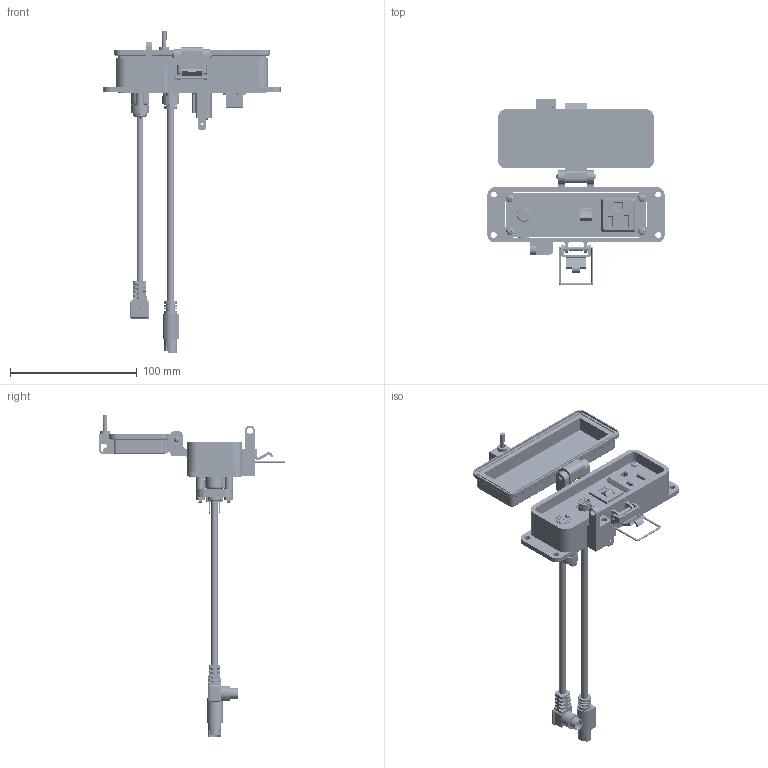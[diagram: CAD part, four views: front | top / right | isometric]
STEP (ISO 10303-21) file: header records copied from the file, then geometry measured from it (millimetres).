
FILE_DESCRIPTION (( 'STEP AP203' ), '1' );
FILE_NAME ('P-A2R8-H3R3_3D.STEP', '2020-04-16T20:51:23', ( '' ), ( '' ), 'SwSTEP 2.0', 'SolidWorks 2019', '' );
FILE_SCHEMA (( 'CONFIG_CONTROL_DESIGN' ));
Length unit declared in the file: millimetre
Products named in the file (20): Z-CB-SM; P-A2R8-H3R3_BP180_1; Z-020-3050; Z-002-4401_4HN_90675A005; Z-H-H3_B; Z-200-OTLT-R0SQ; P-A2R8-H3R3_TP240_1; CBX; P-A2R8-H3R3_3D; R; Z-001-SPR_5_8; Z-000-44011_8FH_91771A116; 92005A124_METRIC PAN HEAD PHILLIPS MACHINE SCREW_92005A124; P-A2R8-H3R3_FP060_1; Z-000-440112FH_90273A119; Z-001-SPR_7_8; Z-020-1013; -H3; A2; R8
Assembly tree (30 placements, depth 3):
  P-A2R8-H3R3_3D
    P-A2R8-H3R3_BP180_1
    A2
      Z-020-1013
    R8
      Z-020-3050
    P-A2R8-H3R3_TP240_1  x2
    Z-000-44011_8FH_91771A116  x2
    Z-001-SPR_5_8  x2
    Z-002-4401_4HN_90675A005  x4
    Z-000-440112FH_90273A119  x2
    Z-001-SPR_7_8  x2
    P-A2R8-H3R3_FP060_1
    CBX
      Z-CB-SM
    R
      Z-200-OTLT-R0SQ
    -H3
      Z-H-H3_B
    92005A124_METRIC PAN HEAD PHILLIPS MACHINE SCREW_92005A124  x4
Bounding box: 140 x 147.61 x 254.11 mm (x, y, z)
Volume: 138446.5 mm3; surface area: 103449.4 mm2
Topology: 39 solids, 39 shells, 3624 faces, 10241 edges, 6759 vertices
Faces by surface type: cylinder 1956, plane 1032, bspline 348, cone 227, sphere 42, torus 19
Entity records: 102871 total; most frequent: CARTESIAN_POINT 45706, ORIENTED_EDGE 12858, DIRECTION 9747, EDGE_CURVE 6429, VERTEX_POINT 4248, VECTOR 3327, LINE 3327, AXIS2_PLACEMENT_3D 3210
